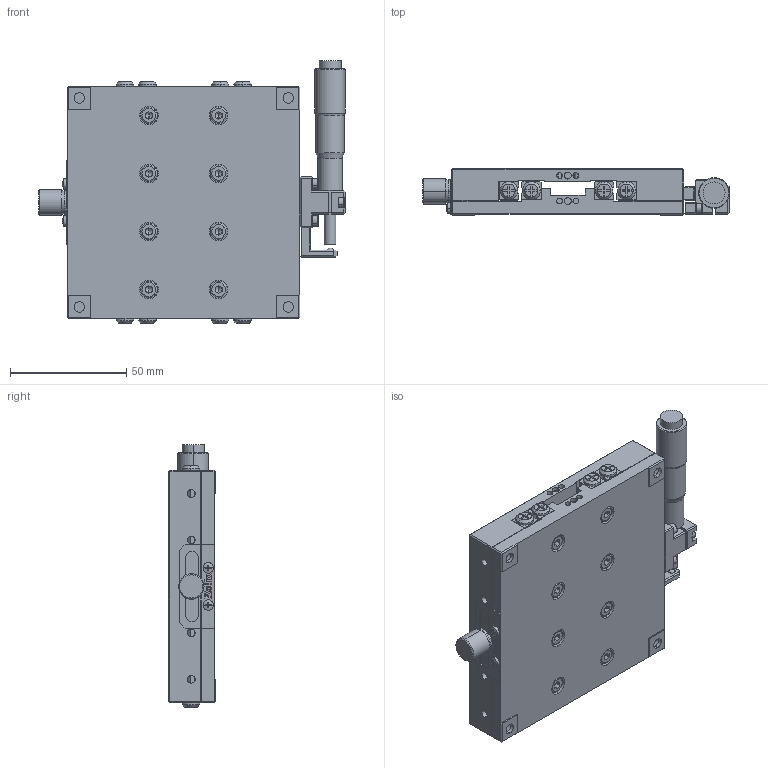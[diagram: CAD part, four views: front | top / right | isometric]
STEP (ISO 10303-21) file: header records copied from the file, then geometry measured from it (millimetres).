
FILE_DESCRIPTION (( 'STEP AP203' ), '1' );
FILE_NAME ('AK25A-10020SR.step', '2019-05-08T06:43:31', ( '' ), ( '' ), 'SwSTEP 2.0', 'SolidWorks 2017', '' );
FILE_SCHEMA (( 'CONFIG_CONTROL_DESIGN' ));
Length unit declared in the file: millimetre
Products named in the file (1): AK25A-10020SR
Bounding box: 132.11 x 20 x 113 mm (x, y, z)
Surface area: 70124.1 mm2 (no closed solid volume)
Topology: 0 solids, 44 shells, 837 faces, 2724 edges, 1837 vertices
Faces by surface type: plane 543, cylinder 190, cone 54, torus 44, sphere 6
Entity records: 30144 total; most frequent: CARTESIAN_POINT 6217, DIRECTION 5022, ORIENTED_EDGE 4468, EDGE_CURVE 2689, VECTOR 1856, LINE 1856, VERTEX_POINT 1834, AXIS2_PLACEMENT_3D 1583
